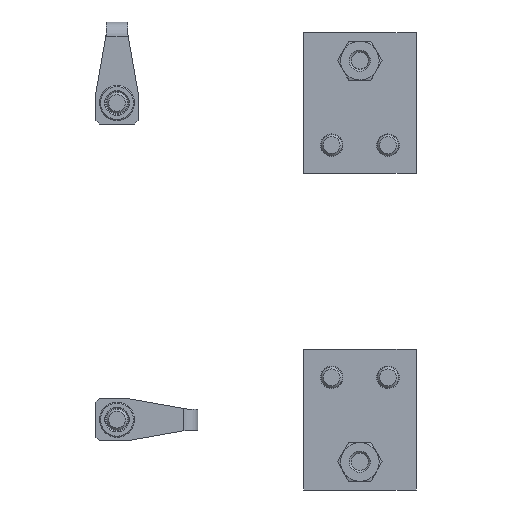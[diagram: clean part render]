
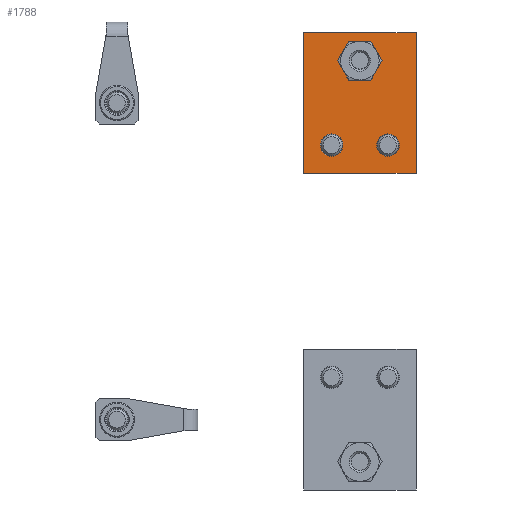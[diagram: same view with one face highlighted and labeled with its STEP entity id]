
A CAD part, left-side view. The second image highlights one B-rep face of the part: STEP entity #1788.
In plain terms, the highlighted planar face has unit normal (-1, 0, 0).
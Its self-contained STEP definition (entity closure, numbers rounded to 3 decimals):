
#85=LINE('',#2829,#207);
#87=LINE('',#2843,#209);
#89=LINE('',#2857,#211);
#91=LINE('',#2871,#213);
#93=LINE('',#2885,#215);
#94=LINE('',#2896,#216);
#95=LINE('',#2898,#217);
#96=LINE('',#2901,#218);
#97=LINE('',#2903,#219);
#98=LINE('',#2905,#220);
#207=VECTOR('',#2222,1000.);
#209=VECTOR('',#2226,1000.);
#211=VECTOR('',#2230,1000.);
#213=VECTOR('',#2234,1000.);
#215=VECTOR('',#2238,1000.);
#216=VECTOR('',#2241,1000.);
#217=VECTOR('',#2244,1000.);
#218=VECTOR('',#2245,1000.);
#219=VECTOR('',#2246,1000.);
#220=VECTOR('',#2247,1000.);
#333=PLANE('',#1983);
#489=ORIENTED_EDGE('',*,*,#945,.T.);
#490=ORIENTED_EDGE('',*,*,#946,.F.);
#491=ORIENTED_EDGE('',*,*,#947,.F.);
#492=ORIENTED_EDGE('',*,*,#948,.T.);
#493=ORIENTED_EDGE('',*,*,#949,.T.);
#494=ORIENTED_EDGE('',*,*,#950,.T.);
#495=ORIENTED_EDGE('',*,*,#925,.T.);
#496=ORIENTED_EDGE('',*,*,#929,.T.);
#497=ORIENTED_EDGE('',*,*,#933,.T.);
#498=ORIENTED_EDGE('',*,*,#937,.T.);
#499=ORIENTED_EDGE('',*,*,#941,.T.);
#500=ORIENTED_EDGE('',*,*,#944,.T.);
#925=EDGE_CURVE('',#1149,#1152,#85,.T.);
#929=EDGE_CURVE('',#1152,#1155,#87,.T.);
#933=EDGE_CURVE('',#1155,#1158,#89,.T.);
#937=EDGE_CURVE('',#1158,#1161,#91,.T.);
#941=EDGE_CURVE('',#1161,#1164,#93,.T.);
#944=EDGE_CURVE('',#1164,#1149,#94,.T.);
#945=EDGE_CURVE('',#1166,#1167,#95,.T.);
#946=EDGE_CURVE('',#1168,#1167,#96,.T.);
#947=EDGE_CURVE('',#1169,#1168,#97,.T.);
#948=EDGE_CURVE('',#1169,#1166,#98,.T.);
#949=EDGE_CURVE('',#1170,#1170,#1304,.T.);
#950=EDGE_CURVE('',#1171,#1171,#1305,.T.);
#1149=VERTEX_POINT('',#2816);
#1152=VERTEX_POINT('',#2828);
#1155=VERTEX_POINT('',#2842);
#1158=VERTEX_POINT('',#2856);
#1161=VERTEX_POINT('',#2870);
#1164=VERTEX_POINT('',#2884);
#1166=VERTEX_POINT('',#2899);
#1167=VERTEX_POINT('',#2900);
#1168=VERTEX_POINT('',#2902);
#1169=VERTEX_POINT('',#2904);
#1170=VERTEX_POINT('',#2907);
#1171=VERTEX_POINT('',#2909);
#1304=CIRCLE('',#1984,1.6);
#1305=CIRCLE('',#1985,1.6);
#1391=EDGE_LOOP('',(#489,#490,#491,#492));
#1392=EDGE_LOOP('',(#493));
#1393=EDGE_LOOP('',(#494));
#1394=EDGE_LOOP('',(#495,#496,#497,#498,#499,#500));
#1573=FACE_BOUND('',#1391,.T.);
#1574=FACE_BOUND('',#1392,.T.);
#1575=FACE_BOUND('',#1393,.T.);
#1576=FACE_BOUND('',#1394,.T.);
#1788=ADVANCED_FACE('',(#1573,#1574,#1575,#1576),#333,.F.);
#1983=AXIS2_PLACEMENT_3D('',#2897,#2242,#2243);
#1984=AXIS2_PLACEMENT_3D('',#2906,#2248,#2249);
#1985=AXIS2_PLACEMENT_3D('',#2908,#2250,#2251);
#2222=DIRECTION('',(0.,-1.,0.));
#2226=DIRECTION('',(0.,-0.5,-0.866));
#2230=DIRECTION('',(0.,0.5,-0.866));
#2234=DIRECTION('',(0.,1.,0.));
#2238=DIRECTION('',(0.,0.5,0.866));
#2241=DIRECTION('',(0.,-0.5,0.866));
#2242=DIRECTION('',(1.,0.,0.));
#2243=DIRECTION('',(0.,0.,-1.));
#2244=DIRECTION('',(0.,0.,1.));
#2245=DIRECTION('',(0.,-1.,0.));
#2246=DIRECTION('',(0.,0.,1.));
#2247=DIRECTION('',(0.,-1.,0.));
#2248=DIRECTION('',(1.,0.,0.));
#2249=DIRECTION('',(0.,0.,-1.));
#2250=DIRECTION('',(1.,0.,0.));
#2251=DIRECTION('',(0.,0.,-1.));
#2816=CARTESIAN_POINT('',(-6.,9.588,8.75));
#2828=CARTESIAN_POINT('',(-6.,6.412,8.75));
#2829=CARTESIAN_POINT('',(-6.,9.588,8.75));
#2842=CARTESIAN_POINT('',(-6.,4.825,6.));
#2843=CARTESIAN_POINT('',(-6.,6.412,8.75));
#2856=CARTESIAN_POINT('',(-6.,6.412,3.25));
#2857=CARTESIAN_POINT('',(-6.,4.825,6.));
#2870=CARTESIAN_POINT('',(-6.,9.588,3.25));
#2871=CARTESIAN_POINT('',(-6.,6.412,3.25));
#2884=CARTESIAN_POINT('',(-6.,11.175,6.));
#2885=CARTESIAN_POINT('',(-6.,9.588,3.25));
#2896=CARTESIAN_POINT('',(-6.,11.175,6.));
#2897=CARTESIAN_POINT('',(-6.,16.,-10.));
#2898=CARTESIAN_POINT('',(-6.,0.,-10.));
#2899=CARTESIAN_POINT('',(-6.,0.,-10.));
#2900=CARTESIAN_POINT('',(-6.,0.,10.));
#2901=CARTESIAN_POINT('',(-6.,16.,10.));
#2902=CARTESIAN_POINT('',(-6.,16.,10.));
#2903=CARTESIAN_POINT('',(-6.,16.,-10.));
#2904=CARTESIAN_POINT('',(-6.,16.,-10.));
#2905=CARTESIAN_POINT('',(-6.,16.,-10.));
#2906=CARTESIAN_POINT('',(-6.,4.,-6.));
#2907=CARTESIAN_POINT('',(-6.,4.,-7.6));
#2908=CARTESIAN_POINT('',(-6.,12.,-6.));
#2909=CARTESIAN_POINT('',(-6.,12.,-7.6));
